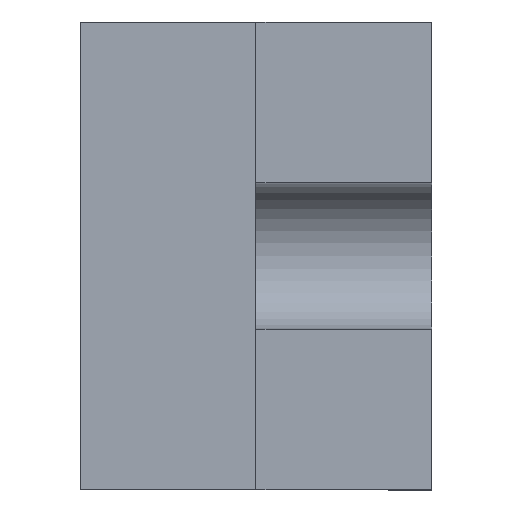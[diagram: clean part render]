
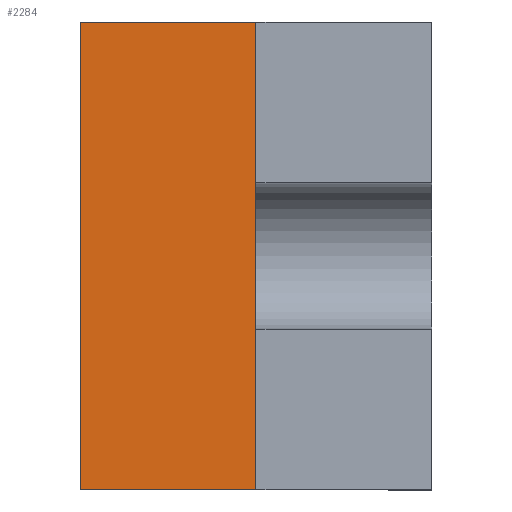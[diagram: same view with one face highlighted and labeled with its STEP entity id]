
A CAD part, left-side view. The second image highlights one B-rep face of the part: STEP entity #2284.
In plain terms, the highlighted planar face has unit normal (-1, 0, 0).
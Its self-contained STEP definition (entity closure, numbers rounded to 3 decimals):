
#74 = DIRECTION ( 'NONE',  ( 0., 0., -1. ) ) ;
#89 = CARTESIAN_POINT ( 'NONE',  ( -0.5, 0.6, -0.4 ) ) ;
#462 = LINE ( 'NONE', #1189, #2031 ) ;
#548 = VERTEX_POINT ( 'NONE', #89 ) ;
#569 = DIRECTION ( 'NONE',  ( 0., 0., 1. ) ) ;
#595 = ORIENTED_EDGE ( 'NONE', *, *, #1331, .F. ) ;
#636 = VERTEX_POINT ( 'NONE', #681 ) ;
#638 = EDGE_CURVE ( 'NONE', #548, #2349, #696, .T. ) ;
#681 = CARTESIAN_POINT ( 'NONE',  ( -0.5, 0.6, 0.4 ) ) ;
#682 = VECTOR ( 'NONE', #706, 1000. ) ;
#684 = VECTOR ( 'NONE', #2099, 1000. ) ;
#696 = LINE ( 'NONE', #2352, #682 ) ;
#706 = DIRECTION ( 'NONE',  ( 0., -1., 0. ) ) ;
#788 = DIRECTION ( 'NONE',  ( 0., 0., 1. ) ) ;
#842 = FACE_OUTER_BOUND ( 'NONE', #2227, .T. ) ;
#870 = ORIENTED_EDGE ( 'NONE', *, *, #1961, .T. ) ;
#926 = VERTEX_POINT ( 'NONE', #1017 ) ;
#1017 = CARTESIAN_POINT ( 'NONE',  ( -0.5, 0.3, 0.4 ) ) ;
#1051 = EDGE_CURVE ( 'NONE', #548, #636, #462, .T. ) ;
#1189 = CARTESIAN_POINT ( 'NONE',  ( -0.5, 0.6, 0.4 ) ) ;
#1331 = EDGE_CURVE ( 'NONE', #636, #926, #1539, .T. ) ;
#1342 = VECTOR ( 'NONE', #569, 1000. ) ;
#1362 = CARTESIAN_POINT ( 'NONE',  ( -0.5, 0.6, 0.4 ) ) ;
#1393 = CARTESIAN_POINT ( 'NONE',  ( -0.5, 0.6, 0.4 ) ) ;
#1493 = ORIENTED_EDGE ( 'NONE', *, *, #638, .T. ) ;
#1539 = LINE ( 'NONE', #1362, #684 ) ;
#1573 = PLANE ( 'NONE',  #2043 ) ;
#1824 = CARTESIAN_POINT ( 'NONE',  ( -0.5, 0.3, 0.4 ) ) ;
#1942 = DIRECTION ( 'NONE',  ( 1., 0., 0. ) ) ;
#1961 = EDGE_CURVE ( 'NONE', #2349, #926, #2053, .T. ) ;
#1997 = ORIENTED_EDGE ( 'NONE', *, *, #1051, .F. ) ;
#2031 = VECTOR ( 'NONE', #788, 1000. ) ;
#2043 = AXIS2_PLACEMENT_3D ( 'NONE', #1393, #1942, #74 ) ;
#2053 = LINE ( 'NONE', #1824, #1342 ) ;
#2099 = DIRECTION ( 'NONE',  ( 0., -1., 0. ) ) ;
#2170 = CARTESIAN_POINT ( 'NONE',  ( -0.5, 0.3, -0.4 ) ) ;
#2227 = EDGE_LOOP ( 'NONE', ( #870, #595, #1997, #1493 ) ) ;
#2284 = ADVANCED_FACE ( 'NONE', ( #842 ), #1573, .F. ) ;
#2349 = VERTEX_POINT ( 'NONE', #2170 ) ;
#2352 = CARTESIAN_POINT ( 'NONE',  ( -0.5, 0.6, -0.4 ) ) ;
